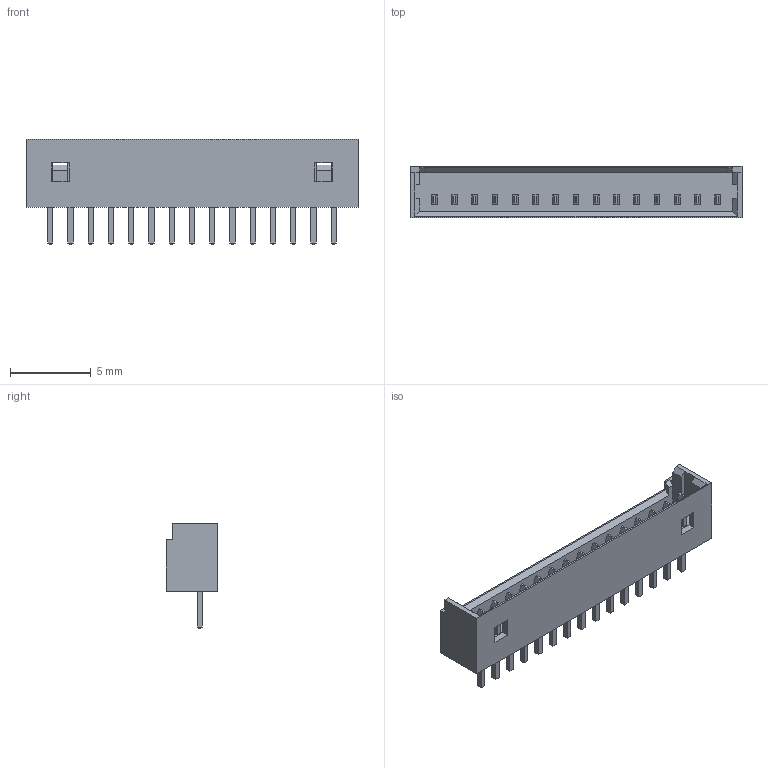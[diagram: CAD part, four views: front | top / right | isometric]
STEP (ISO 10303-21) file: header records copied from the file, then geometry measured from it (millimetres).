
FILE_DESCRIPTION(('FreeCAD Model'),'2;1');
FILE_NAME('Molex_PicoBlade_53047_X.step','2018-10-24T00:19:51',( 'kicad StepUp'),('ksu MCAD'),'Open CASCADE STEP processor 7.3', 'FreeCAD','Unknown');
FILE_SCHEMA(('AUTOMOTIVE_DESIGN { 1 0 10303 214 1 1 1 1 }'));
Length unit declared in the file: millimetre
Products named in the file (1): Molex_PicoBlade_53047_X
Bounding box: 20.5 x 3.2 x 6.5 mm (x, y, z)
Volume: 130.7 mm3; surface area: 536.3 mm2
Topology: 1 solids, 1 shells, 402 faces, 1106 edges, 676 vertices
Faces by surface type: plane 402
Entity records: 15213 total; most frequent: ORIENTED_EDGE 2212, CARTESIAN_POINT 2185, DIRECTION 1912, EDGE_CURVE 1106, LINE 1106, VECTOR 1106, VERTEX_POINT 676, FACE_BOUND 436
